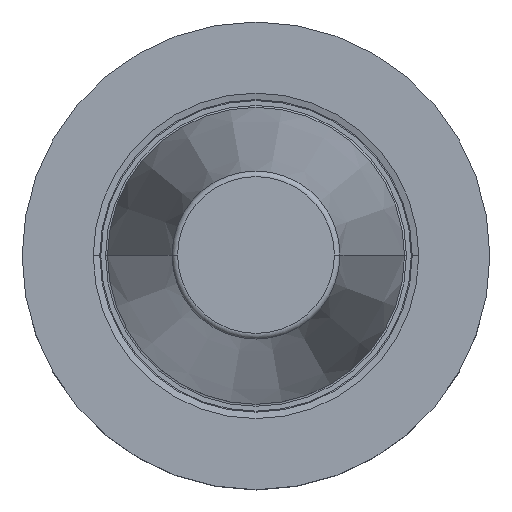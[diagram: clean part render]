
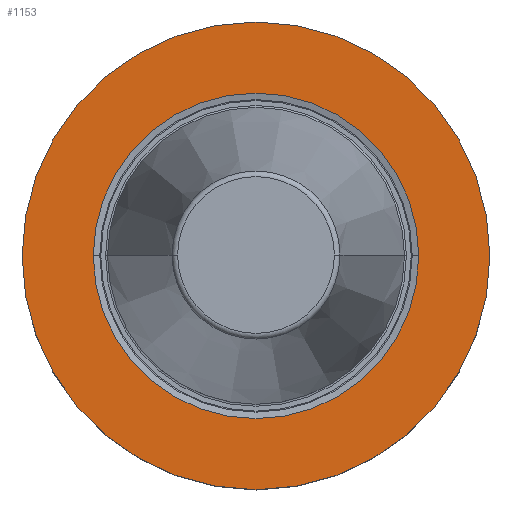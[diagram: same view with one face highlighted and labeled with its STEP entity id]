
A CAD part, top view. The second image highlights one B-rep face of the part: STEP entity #1153.
In plain terms, the highlighted planar face has unit normal (0, 0, 1).
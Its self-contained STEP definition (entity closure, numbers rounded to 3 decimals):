
#112=CARTESIAN_POINT('',(0.,0.,-3.2));
#113=DIRECTION('',(0.,0.,1.));
#114=DIRECTION('',(1.,0.,0.));
#115=AXIS2_PLACEMENT_3D('',#112,#113,#114);
#120=CARTESIAN_POINT('',(0.,0.,-3.2));
#121=DIRECTION('',(0.,0.,-1.));
#122=DIRECTION('',(1.,0.,0.));
#123=AXIS2_PLACEMENT_3D('',#120,#121,#122);
#128=CARTESIAN_POINT('',(0.,0.,-3.2));
#129=DIRECTION('',(0.,0.,1.));
#130=DIRECTION('',(1.,0.,0.));
#131=AXIS2_PLACEMENT_3D('',#128,#129,#130);
#136=CARTESIAN_POINT('',(0.,0.,-3.2));
#137=DIRECTION('',(0.,0.,1.));
#138=DIRECTION('',(-1.,0.,0.));
#139=AXIS2_PLACEMENT_3D('',#136,#137,#138);
#970=CARTESIAN_POINT('',(25.,0.,-3.2));
#971=CARTESIAN_POINT('',(-25.,0.,-3.2));
#972=VERTEX_POINT('',#970);
#973=VERTEX_POINT('',#971);
#1036=CARTESIAN_POINT('',(17.396,0.,-3.2));
#1037=VERTEX_POINT('',#1036);
#1040=CARTESIAN_POINT('',(-17.396,0.,-3.2));
#1041=VERTEX_POINT('',#1040);
#1138=CARTESIAN_POINT('',(0.,0.,-3.2));
#1139=DIRECTION('',(0.,0.,-1.));
#1140=DIRECTION('',(-1.,0.,0.));
#1141=AXIS2_PLACEMENT_3D('',#1138,#1139,#1140);
#1142=PLANE('',#1141);
#1143=ORIENTED_EDGE('',*,*,#1118,.F.);
#1144=ORIENTED_EDGE('',*,*,#1059,.T.);
#1145=EDGE_LOOP('',(#1143,#1144));
#1146=FACE_OUTER_BOUND('',#1145,.F.);
#1148=ORIENTED_EDGE('',*,*,#1147,.T.);
#1150=ORIENTED_EDGE('',*,*,#1149,.T.);
#1151=EDGE_LOOP('',(#1148,#1150));
#1152=FACE_BOUND('',#1151,.F.);
#1153=ADVANCED_FACE('',(#1146,#1152),#1142,.F.);
#116=CIRCLE('',#115,25.);
#124=CIRCLE('',#123,25.);
#132=CIRCLE('',#131,17.396);
#140=CIRCLE('',#139,17.396);
#1059=EDGE_CURVE('',#972,#973,#124,.T.);
#1118=EDGE_CURVE('',#972,#973,#116,.T.);
#1147=EDGE_CURVE('',#1037,#1041,#132,.T.);
#1149=EDGE_CURVE('',#1041,#1037,#140,.T.);
